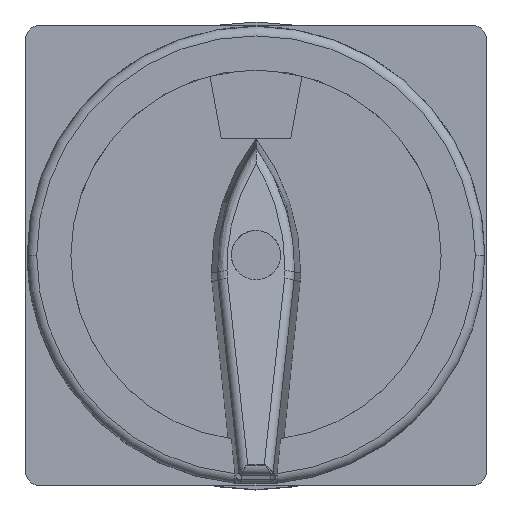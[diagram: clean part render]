
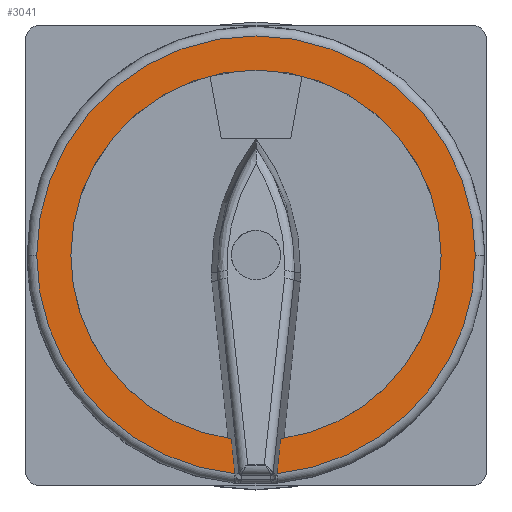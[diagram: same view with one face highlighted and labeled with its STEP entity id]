
A CAD part, top view. The second image highlights one B-rep face of the part: STEP entity #3041.
In plain terms, the highlighted planar face has unit normal (0, 0, 1).
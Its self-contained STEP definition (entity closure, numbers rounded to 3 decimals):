
#187 = ORIENTED_EDGE ( 'NONE', *, *, #6048, .T. ) ;
#246 = VERTEX_POINT ( 'NONE', #6334 ) ;
#375 = DIRECTION ( 'NONE',  ( 1., 0., 0. ) ) ;
#524 = CARTESIAN_POINT ( 'NONE',  ( 32.495, 32.495, 23.41 ) ) ;
#577 = CARTESIAN_POINT ( 'NONE',  ( 29.531, 1.683, 23.41 ) ) ;
#579 = VERTEX_POINT ( 'NONE', #3893 ) ;
#627 = CARTESIAN_POINT ( 'NONE',  ( 32.495, 32.495, 23.41 ) ) ;
#673 = VECTOR ( 'NONE', #6940, 1000. ) ;
#864 = CIRCLE ( 'NONE', #2207, 30.954 ) ;
#1087 = CARTESIAN_POINT ( 'NONE',  ( 1.541, 32.495, 23.41 ) ) ;
#1112 = DIRECTION ( 'NONE',  ( 1., 0., 0. ) ) ;
#1162 = ORIENTED_EDGE ( 'NONE', *, *, #6024, .T. ) ;
#1222 = DIRECTION ( 'NONE',  ( 1., 0., 0. ) ) ;
#1579 = EDGE_LOOP ( 'NONE', ( #4314, #187, #5152, #3480, #1162, #2389, #2638, #2131 ) ) ;
#1647 = DIRECTION ( 'NONE',  ( 0., 0., 1. ) ) ;
#1774 = VERTEX_POINT ( 'NONE', #5611 ) ;
#2131 = ORIENTED_EDGE ( 'NONE', *, *, #3118, .F. ) ;
#2207 = AXIS2_PLACEMENT_3D ( 'NONE', #627, #4803, #1222 ) ;
#2263 = EDGE_CURVE ( 'NONE', #246, #5534, #6663, .T. ) ;
#2313 = EDGE_CURVE ( 'NONE', #3860, #2763, #6493, .T. ) ;
#2319 = CARTESIAN_POINT ( 'NONE',  ( 63.449, 32.495, 23.41 ) ) ;
#2379 = CIRCLE ( 'NONE', #5928, 26.13 ) ;
#2389 = ORIENTED_EDGE ( 'NONE', *, *, #2263, .F. ) ;
#2448 = VECTOR ( 'NONE', #3597, 1000. ) ;
#2570 = CARTESIAN_POINT ( 'NONE',  ( 32.495, 32.495, 23.41 ) ) ;
#2592 = CARTESIAN_POINT ( 'NONE',  ( 29.023, 6.597, 23.41 ) ) ;
#2638 = ORIENTED_EDGE ( 'NONE', *, *, #4134, .F. ) ;
#2745 = CARTESIAN_POINT ( 'NONE',  ( 32.495, 32.495, 23.41 ) ) ;
#2763 = VERTEX_POINT ( 'NONE', #577 ) ;
#2951 = DIRECTION ( 'NONE',  ( 0., 0., 1. ) ) ;
#2978 = CARTESIAN_POINT ( 'NONE',  ( 26.412, 31.866, 23.41 ) ) ;
#3029 = CARTESIAN_POINT ( 'NONE',  ( 38.578, 31.866, 23.41 ) ) ;
#3041 = ADVANCED_FACE ( 'NONE', ( #3904 ), #3310, .T. ) ;
#3118 = EDGE_CURVE ( 'NONE', #579, #7273, #3133, .T. ) ;
#3132 = CARTESIAN_POINT ( 'NONE',  ( 58.625, 32.495, 23.41 ) ) ;
#3133 = CIRCLE ( 'NONE', #5305, 26.13 ) ;
#3181 = DIRECTION ( 'NONE',  ( 1., 0., 0. ) ) ;
#3186 = DIRECTION ( 'NONE',  ( 0., 0., 1. ) ) ;
#3310 = PLANE ( 'NONE',  #3776 ) ;
#3473 = VERTEX_POINT ( 'NONE', #2319 ) ;
#3480 = ORIENTED_EDGE ( 'NONE', *, *, #2313, .T. ) ;
#3597 = DIRECTION ( 'NONE',  ( -0.103, 0.995, 0. ) ) ;
#3695 = LINE ( 'NONE', #3029, #673 ) ;
#3776 = AXIS2_PLACEMENT_3D ( 'NONE', #2745, #3968, #375 ) ;
#3860 = VERTEX_POINT ( 'NONE', #1087 ) ;
#3893 = CARTESIAN_POINT ( 'NONE',  ( 35.967, 6.597, 23.41 ) ) ;
#3904 = FACE_OUTER_BOUND ( 'NONE', #1579, .T. ) ;
#3968 = DIRECTION ( 'NONE',  ( 0., 0., 1. ) ) ;
#4017 = AXIS2_PLACEMENT_3D ( 'NONE', #6550, #3186, #7084 ) ;
#4134 = EDGE_CURVE ( 'NONE', #7273, #246, #2379, .T. ) ;
#4314 = ORIENTED_EDGE ( 'NONE', *, *, #6074, .T. ) ;
#4623 = AXIS2_PLACEMENT_3D ( 'NONE', #524, #4714, #1112 ) ;
#4714 = DIRECTION ( 'NONE',  ( 0., 0., 1. ) ) ;
#4803 = DIRECTION ( 'NONE',  ( 0., 0., 1. ) ) ;
#5152 = ORIENTED_EDGE ( 'NONE', *, *, #7311, .T. ) ;
#5193 = CARTESIAN_POINT ( 'NONE',  ( 32.495, 32.495, 23.41 ) ) ;
#5305 = AXIS2_PLACEMENT_3D ( 'NONE', #5193, #1647, #5735 ) ;
#5534 = VERTEX_POINT ( 'NONE', #2592 ) ;
#5611 = CARTESIAN_POINT ( 'NONE',  ( 35.459, 1.683, 23.41 ) ) ;
#5735 = DIRECTION ( 'NONE',  ( 1., 0., 0. ) ) ;
#5928 = AXIS2_PLACEMENT_3D ( 'NONE', #2570, #6542, #3181 ) ;
#6024 = EDGE_CURVE ( 'NONE', #2763, #5534, #6952, .T. ) ;
#6048 = EDGE_CURVE ( 'NONE', #1774, #3473, #864, .T. ) ;
#6074 = EDGE_CURVE ( 'NONE', #579, #1774, #3695, .T. ) ;
#6334 = CARTESIAN_POINT ( 'NONE',  ( 6.365, 32.495, 23.41 ) ) ;
#6344 = CARTESIAN_POINT ( 'NONE',  ( 32.495, 32.495, 23.41 ) ) ;
#6410 = AXIS2_PLACEMENT_3D ( 'NONE', #6344, #2951, #6876 ) ;
#6493 = CIRCLE ( 'NONE', #6410, 30.954 ) ;
#6528 = CIRCLE ( 'NONE', #4017, 30.954 ) ;
#6542 = DIRECTION ( 'NONE',  ( 0., 0., 1. ) ) ;
#6550 = CARTESIAN_POINT ( 'NONE',  ( 32.495, 32.495, 23.41 ) ) ;
#6663 = CIRCLE ( 'NONE', #4623, 26.13 ) ;
#6876 = DIRECTION ( 'NONE',  ( 1., 0., 0. ) ) ;
#6940 = DIRECTION ( 'NONE',  ( -0.103, -0.995, 0. ) ) ;
#6952 = LINE ( 'NONE', #2978, #2448 ) ;
#7084 = DIRECTION ( 'NONE',  ( 1., 0., 0. ) ) ;
#7273 = VERTEX_POINT ( 'NONE', #3132 ) ;
#7311 = EDGE_CURVE ( 'NONE', #3473, #3860, #6528, .T. ) ;
